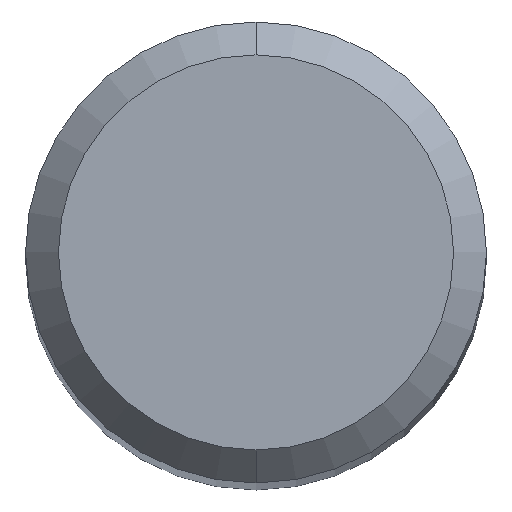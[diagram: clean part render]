
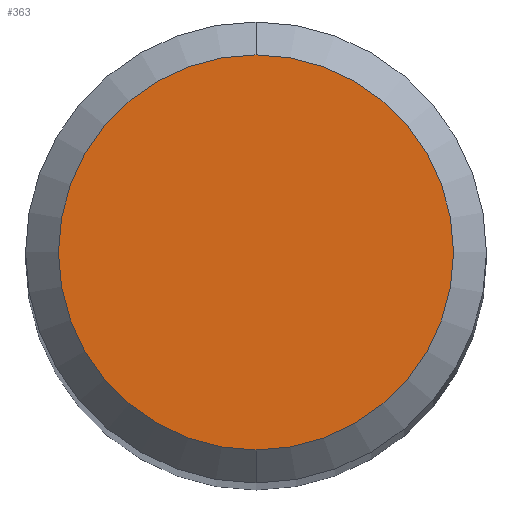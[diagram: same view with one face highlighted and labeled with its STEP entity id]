
A CAD part, top view. The second image highlights one B-rep face of the part: STEP entity #363.
In plain terms, the highlighted planar face has unit normal (0, 0, 1).
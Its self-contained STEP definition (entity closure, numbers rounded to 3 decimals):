
#225=EDGE_CURVE('',#321,#377,#613,.T.);
#321=VERTEX_POINT('',#719);
#363=ADVANCED_FACE('',(#767),#768,.T.);
#377=VERTEX_POINT('',#784);
#569=EDGE_CURVE('',#377,#321,#997,.T.);
#613=CIRCLE('',#1038,1.8);
#719=CARTESIAN_POINT('',(0.,-1.8,0.0));
#767=FACE_OUTER_BOUND('',#1335,.T.);
#768=PLANE('',#1336);
#784=CARTESIAN_POINT('',(0.0,1.8,0.0));
#997=CIRCLE('',#1751,1.8);
#1038=AXIS2_PLACEMENT_3D('',#1790,#1791,#1792);
#1335=EDGE_LOOP('',(#1989,#1990));
#1336=AXIS2_PLACEMENT_3D('',#1991,#1992,#1993);
#1751=AXIS2_PLACEMENT_3D('',#2243,#2244,#2245);
#1790=CARTESIAN_POINT('',(0.0,0.0,0.0));
#1791=DIRECTION('',(0.0,0.0,-1.0));
#1792=DIRECTION('',(0.0,1.0,0.0));
#1989=ORIENTED_EDGE('',*,*,#569,.F.);
#1990=ORIENTED_EDGE('',*,*,#225,.F.);
#1991=CARTESIAN_POINT('',(0.0,0.9,0.0));
#1992=DIRECTION('',(-0.0,0.0,1.0));
#1993=DIRECTION('',(0.0,-1.0,0.0));
#2243=CARTESIAN_POINT('',(0.0,0.0,0.0));
#2244=DIRECTION('',(0.0,0.0,-1.0));
#2245=DIRECTION('',(0.0,1.0,0.0));
